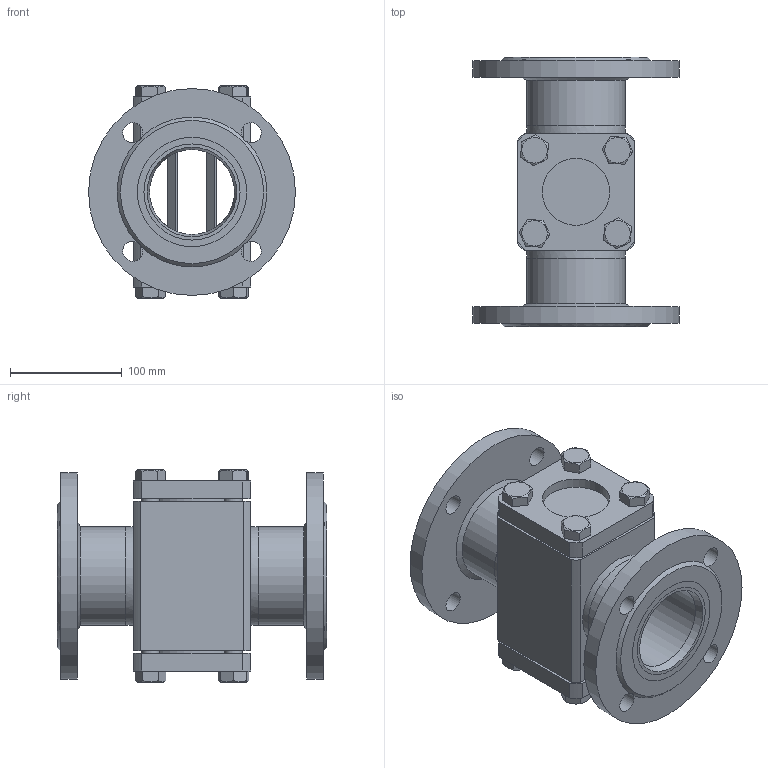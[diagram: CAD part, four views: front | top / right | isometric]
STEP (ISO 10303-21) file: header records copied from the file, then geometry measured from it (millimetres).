
FILE_DESCRIPTION((''),'2;1');
FILE_NAME('ФБ08 011 080 000.stp','2015-03-25T10:17:41',('��������'),(''),'Autodesk Inventor 2013','Autodesk Inventor 2013','');
FILE_SCHEMA(('AUTOMOTIVE_DESIGN { 1 0 10303 214 1 1 1 1 }'));
Length unit declared in the file: millimetre
Products named in the file (13): ФБ08 011 080 000; ФБ08 011 080 010; ФБ08 011 080 010_Сварные швы; ФБ08 111 080 011; ФБ08 011 080 011; ФБ08 011 080 011_1; ФБ08 011 080 012; ФБ08 011 080 012_1; ФБ08 111 080 013; ФБ08 010 020 008; Стекло В80х15 ГОСТ21836-88; ФБ08 010 020 001; Болт ГОСТ 7798-70 M16-6g×40(S24)
Assembly tree (23 placements, depth 3):
  ФБ08 011 080 000
    ФБ08 011 080 010
      ФБ08 011 080 010_Сварные швы
      ФБ08 111 080 011
      ФБ08 011 080 011
      ФБ08 011 080 011_1
      ФБ08 011 080 012
      ФБ08 011 080 012_1
      ФБ08 111 080 013  x2
    ФБ08 010 020 008  x2
    Стекло В80х15 ГОСТ21836-88  x2
    ФБ08 010 020 001  x2
    Болт ГОСТ 7798-70 M16-6g×40(S24)  x8
Bounding box: 185 x 241 x 190 mm (x, y, z)
Volume: 1982881.8 mm3; surface area: 447910.6 mm2
Topology: 27 solids, 27 shells, 281 faces, 653 edges, 432 vertices
Faces by surface type: plane 148, cylinder 81, cone 50, bspline 2
Full cylindrical faces by diameter (mm): 4 x2, 13.835 x8, 16 x8, 18 x16, 60 x2, 70 x2, 72 x2, 76 x3, 78 x4, 80 x4, 82 x6, 86 x6, 88 x4, 185 x2
Entity records: 4899 total; most frequent: CARTESIAN_POINT 1130, DIRECTION 780, ORIENTED_EDGE 508, AXIS2_PLACEMENT_3D 352, EDGE_LOOP 302, EDGE_CURVE 254, VERTEX_POINT 212, FACE_OUTER_BOUND 160
